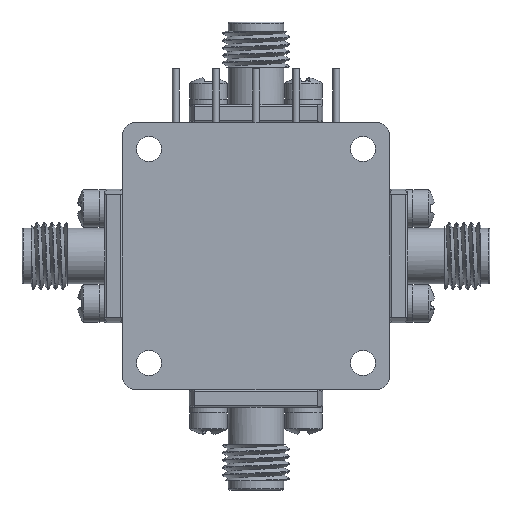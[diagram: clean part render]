
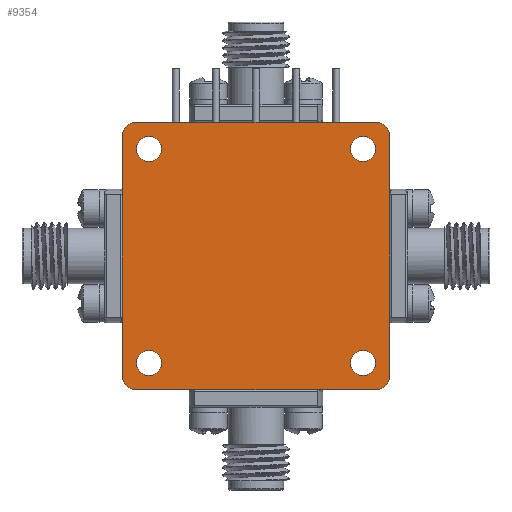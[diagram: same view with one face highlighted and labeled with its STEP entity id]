
A CAD part, front view. The second image highlights one B-rep face of the part: STEP entity #9354.
In plain terms, the highlighted planar face has unit normal (0, -1, 0).
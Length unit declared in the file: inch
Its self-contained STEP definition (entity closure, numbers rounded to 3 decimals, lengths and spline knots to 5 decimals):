
#1459 = DIRECTION ( 'NONE',  ( 1., 0., 0. ) ) ;
#1473 = LINE ( 'NONE', #5082, #31830 ) ;
#1832 = AXIS2_PLACEMENT_3D ( 'NONE', #31564, #1942, #28433 ) ;
#1856 = DIRECTION ( 'NONE',  ( 0., 1., 0. ) ) ;
#1942 = DIRECTION ( 'NONE',  ( 0., 1., 0. ) ) ;
#2462 = CARTESIAN_POINT ( 'NONE',  ( 0.4, -0.5, 0.44675 ) ) ;
#2670 = ORIENTED_EDGE ( 'NONE', *, *, #12023, .F. ) ;
#2937 = VECTOR ( 'NONE', #31604, 39.37008 ) ;
#3687 = VERTEX_POINT ( 'NONE', #21838 ) ;
#4768 = AXIS2_PLACEMENT_3D ( 'NONE', #6412, #38004, #55082 ) ;
#4826 = VERTEX_POINT ( 'NONE', #34044 ) ;
#5082 = CARTESIAN_POINT ( 'NONE',  ( -0.5, -0.5, -0.45 ) ) ;
#6412 = CARTESIAN_POINT ( 'NONE',  ( -0.4, -0.5, 0.4 ) ) ;
#7543 = CARTESIAN_POINT ( 'NONE',  ( 0.4, -0.5, 0.4 ) ) ;
#7599 = ORIENTED_EDGE ( 'NONE', *, *, #29817, .F. ) ;
#7810 = VERTEX_POINT ( 'NONE', #34915 ) ;
#7998 = DIRECTION ( 'NONE',  ( 0., 1., 0. ) ) ;
#9354 = ADVANCED_FACE ( 'NONE', ( #37065, #14422, #9921, #41838, #19171 ), #37379, .F. ) ;
#9388 = VERTEX_POINT ( 'NONE', #51689 ) ;
#9921 = FACE_BOUND ( 'NONE', #58422, .T. ) ;
#10661 = CARTESIAN_POINT ( 'NONE',  ( -0.45, -0.5, 0.5 ) ) ;
#10859 = DIRECTION ( 'NONE',  ( 0., 1., 0. ) ) ;
#11472 = CARTESIAN_POINT ( 'NONE',  ( 0.45, -0.5, 0.5 ) ) ;
#11509 = AXIS2_PLACEMENT_3D ( 'NONE', #21335, #52691, #25787 ) ;
#11864 = DIRECTION ( 'NONE',  ( 0., 0., 1. ) ) ;
#12023 = EDGE_CURVE ( 'NONE', #52432, #18719, #42002, .T. ) ;
#12200 = LINE ( 'NONE', #22041, #2937 ) ;
#13568 = EDGE_CURVE ( 'NONE', #18719, #17484, #30813, .T. ) ;
#13790 = EDGE_CURVE ( 'NONE', #20073, #20073, #25659, .T. ) ;
#14422 = FACE_BOUND ( 'NONE', #37239, .T. ) ;
#14553 = DIRECTION ( 'NONE',  ( 0., 0., 1. ) ) ;
#14893 = ORIENTED_EDGE ( 'NONE', *, *, #21240, .T. ) ;
#16236 = CARTESIAN_POINT ( 'NONE',  ( 0.45, -0.5, 0.45 ) ) ;
#17118 = AXIS2_PLACEMENT_3D ( 'NONE', #43785, #7998, #11864 ) ;
#17484 = VERTEX_POINT ( 'NONE', #20166 ) ;
#18508 = ORIENTED_EDGE ( 'NONE', *, *, #42778, .F. ) ;
#18719 = VERTEX_POINT ( 'NONE', #37526 ) ;
#19171 = FACE_OUTER_BOUND ( 'NONE', #34837, .T. ) ;
#20073 = VERTEX_POINT ( 'NONE', #47257 ) ;
#20166 = CARTESIAN_POINT ( 'NONE',  ( -0.45, -0.5, -0.5 ) ) ;
#20248 = EDGE_LOOP ( 'NONE', ( #55906 ) ) ;
#21217 = VERTEX_POINT ( 'NONE', #45237 ) ;
#21240 = EDGE_CURVE ( 'NONE', #3687, #3687, #27483, .T. ) ;
#21335 = CARTESIAN_POINT ( 'NONE',  ( 0.45, -0.5, -0.45 ) ) ;
#21507 = CARTESIAN_POINT ( 'NONE',  ( -0.5, -0.5, -0.45 ) ) ;
#21838 = CARTESIAN_POINT ( 'NONE',  ( -0.4, -0.5, -0.35325 ) ) ;
#22041 = CARTESIAN_POINT ( 'NONE',  ( 0.5, -0.5, -0.45 ) ) ;
#22052 = EDGE_CURVE ( 'NONE', #17484, #52528, #47638, .T. ) ;
#24482 = DIRECTION ( 'NONE',  ( 0., 1., 0. ) ) ;
#25659 = CIRCLE ( 'NONE', #17118, 0.04675 ) ;
#25787 = DIRECTION ( 'NONE',  ( 0., 0., -1. ) ) ;
#25986 = CARTESIAN_POINT ( 'NONE',  ( -0.45, -0.5, -0.5 ) ) ;
#26917 = CARTESIAN_POINT ( 'NONE',  ( 0.5, -0.5, -0.45 ) ) ;
#27483 = CIRCLE ( 'NONE', #1832, 0.04675 ) ;
#27952 = CARTESIAN_POINT ( 'NONE',  ( -0.45, -0.5, 0.45 ) ) ;
#28433 = DIRECTION ( 'NONE',  ( 0., 0., 1. ) ) ;
#28952 = CARTESIAN_POINT ( 'NONE',  ( -0.45, -0.5, -0.45 ) ) ;
#29817 = EDGE_CURVE ( 'NONE', #48195, #21217, #50304, .T. ) ;
#30032 = CIRCLE ( 'NONE', #50964, 0.04675 ) ;
#30813 = LINE ( 'NONE', #25986, #34319 ) ;
#31299 = AXIS2_PLACEMENT_3D ( 'NONE', #16236, #10859, #52909 ) ;
#31490 = EDGE_CURVE ( 'NONE', #21217, #52432, #12200, .T. ) ;
#31564 = CARTESIAN_POINT ( 'NONE',  ( -0.4, -0.5, -0.4 ) ) ;
#31604 = DIRECTION ( 'NONE',  ( 0., 0., -1. ) ) ;
#31830 = VECTOR ( 'NONE', #33046, 39.37008 ) ;
#33046 = DIRECTION ( 'NONE',  ( 0., 0., 1. ) ) ;
#33312 = CIRCLE ( 'NONE', #4768, 0.04675 ) ;
#33888 = VECTOR ( 'NONE', #1459, 39.37008 ) ;
#34044 = CARTESIAN_POINT ( 'NONE',  ( -0.45, -0.5, 0.5 ) ) ;
#34319 = VECTOR ( 'NONE', #45090, 39.37008 ) ;
#34837 = EDGE_LOOP ( 'NONE', ( #45450, #44989, #2670, #44782, #7599, #18508, #58656, #50173 ) ) ;
#34915 = CARTESIAN_POINT ( 'NONE',  ( -0.4, -0.5, 0.44675 ) ) ;
#35235 = DIRECTION ( 'NONE',  ( 0., 0., 1. ) ) ;
#35952 = EDGE_CURVE ( 'NONE', #7810, #7810, #33312, .T. ) ;
#36161 = AXIS2_PLACEMENT_3D ( 'NONE', #27952, #41385, #14553 ) ;
#37065 = FACE_BOUND ( 'NONE', #20248, .T. ) ;
#37239 = EDGE_LOOP ( 'NONE', ( #14893 ) ) ;
#37379 = PLANE ( 'NONE',  #44476 ) ;
#37526 = CARTESIAN_POINT ( 'NONE',  ( 0.45, -0.5, -0.5 ) ) ;
#38004 = DIRECTION ( 'NONE',  ( 0., 1., 0. ) ) ;
#41385 = DIRECTION ( 'NONE',  ( 0., 1., 0. ) ) ;
#41838 = FACE_BOUND ( 'NONE', #54315, .T. ) ;
#42002 = CIRCLE ( 'NONE', #11509, 0.05 ) ;
#42066 = ORIENTED_EDGE ( 'NONE', *, *, #35952, .T. ) ;
#42273 = LINE ( 'NONE', #10661, #33888 ) ;
#42778 = EDGE_CURVE ( 'NONE', #4826, #48195, #42273, .T. ) ;
#43785 = CARTESIAN_POINT ( 'NONE',  ( 0.4, -0.5, -0.4 ) ) ;
#43904 = DIRECTION ( 'NONE',  ( 0., 1., 0. ) ) ;
#44476 = AXIS2_PLACEMENT_3D ( 'NONE', #56417, #24482, #47826 ) ;
#44782 = ORIENTED_EDGE ( 'NONE', *, *, #31490, .F. ) ;
#44989 = ORIENTED_EDGE ( 'NONE', *, *, #13568, .F. ) ;
#45090 = DIRECTION ( 'NONE',  ( -1., 0., 0. ) ) ;
#45237 = CARTESIAN_POINT ( 'NONE',  ( 0.5, -0.5, 0.45 ) ) ;
#45450 = ORIENTED_EDGE ( 'NONE', *, *, #22052, .F. ) ;
#47257 = CARTESIAN_POINT ( 'NONE',  ( 0.4, -0.5, -0.35325 ) ) ;
#47638 = CIRCLE ( 'NONE', #51420, 0.05 ) ;
#47826 = DIRECTION ( 'NONE',  ( 0., 0., 1. ) ) ;
#48195 = VERTEX_POINT ( 'NONE', #11472 ) ;
#50173 = ORIENTED_EDGE ( 'NONE', *, *, #51410, .F. ) ;
#50304 = CIRCLE ( 'NONE', #31299, 0.05 ) ;
#50964 = AXIS2_PLACEMENT_3D ( 'NONE', #7543, #43904, #35235 ) ;
#51410 = EDGE_CURVE ( 'NONE', #52528, #9388, #1473, .T. ) ;
#51420 = AXIS2_PLACEMENT_3D ( 'NONE', #28952, #1856, #51924 ) ;
#51602 = ORIENTED_EDGE ( 'NONE', *, *, #13790, .T. ) ;
#51683 = VERTEX_POINT ( 'NONE', #2462 ) ;
#51689 = CARTESIAN_POINT ( 'NONE',  ( -0.5, -0.5, 0.45 ) ) ;
#51924 = DIRECTION ( 'NONE',  ( 0., 0., 1. ) ) ;
#52432 = VERTEX_POINT ( 'NONE', #26917 ) ;
#52528 = VERTEX_POINT ( 'NONE', #21507 ) ;
#52557 = EDGE_CURVE ( 'NONE', #51683, #51683, #30032, .T. ) ;
#52691 = DIRECTION ( 'NONE',  ( 0., 1., 0. ) ) ;
#52909 = DIRECTION ( 'NONE',  ( 0., 0., 1. ) ) ;
#53308 = CIRCLE ( 'NONE', #36161, 0.05 ) ;
#54315 = EDGE_LOOP ( 'NONE', ( #42066 ) ) ;
#55082 = DIRECTION ( 'NONE',  ( 0., 0., 1. ) ) ;
#55906 = ORIENTED_EDGE ( 'NONE', *, *, #52557, .T. ) ;
#56417 = CARTESIAN_POINT ( 'NONE',  ( -0.45, -0.5, -0.45 ) ) ;
#56725 = EDGE_CURVE ( 'NONE', #9388, #4826, #53308, .T. ) ;
#58422 = EDGE_LOOP ( 'NONE', ( #51602 ) ) ;
#58656 = ORIENTED_EDGE ( 'NONE', *, *, #56725, .F. ) ;
